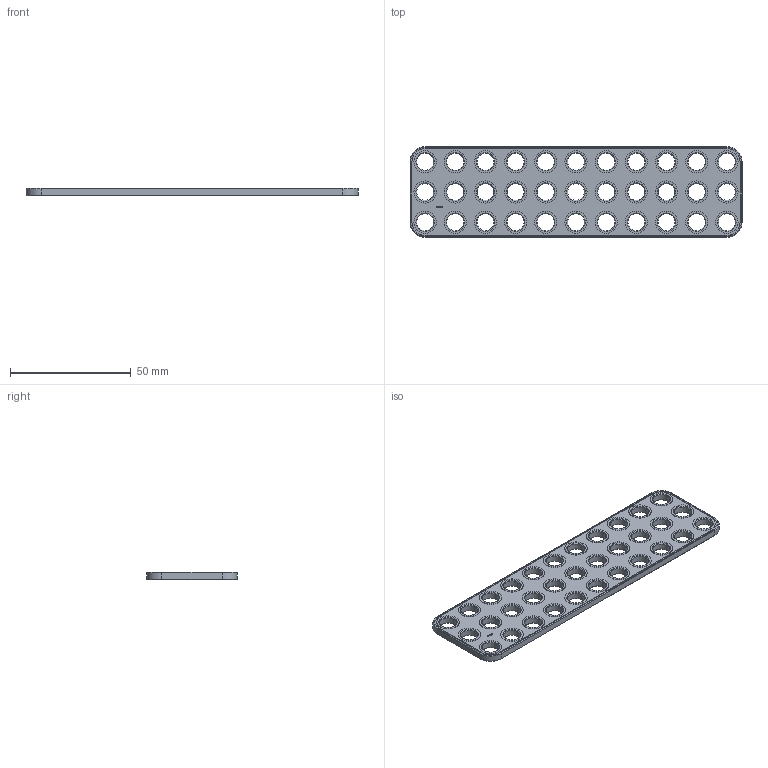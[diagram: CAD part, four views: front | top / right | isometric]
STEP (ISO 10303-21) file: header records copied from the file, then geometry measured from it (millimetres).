
FILE_DESCRIPTION(('FreeCAD Model'),'2;1');
FILE_NAME('Open CASCADE Shape Model','2024-10-08T18:18:52',(''),(''), 'Open CASCADE STEP processor 7.7','FreeCAD','Unknown');
FILE_SCHEMA(('AUTOMOTIVE_DESIGN { 1 0 10303 214 1 1 1 1 }'));
Length unit declared in the file: millimetre
Products named in the file (1): Plate RCT CRNR BU11x03x00.25 - SPN-PLT-0122 (stemfie.org)
Bounding box: 137.5 x 37.5 x 3.12 mm (x, y, z)
Volume: 11410.2 mm3; surface area: 10925.3 mm2
Topology: 1 solids, 1 shells, 636 faces, 1628 edges, 1058 vertices
Faces by surface type: plane 362, extrusion 126, cylinder 74, cone 74
Full cylindrical faces by diameter (mm): 7 x33, 9.2 x33
Entity records: 19631 total; most frequent: CARTESIAN_POINT 4346, ORIENTED_EDGE 3256, DIRECTION 2746, EDGE_CURVE 1628, VECTOR 1280, LINE 1154, VERTEX_POINT 1058, FACE_BOUND 766
